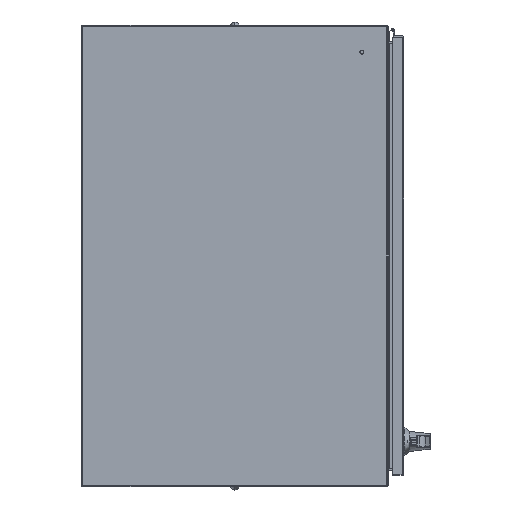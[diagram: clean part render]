
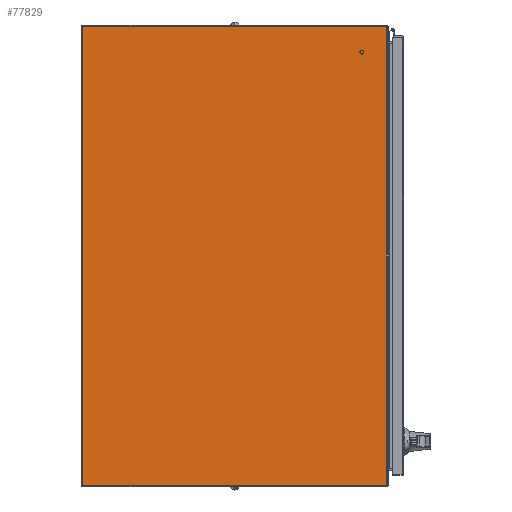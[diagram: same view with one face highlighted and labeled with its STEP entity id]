
A CAD part, front view. The second image highlights one B-rep face of the part: STEP entity #77829.
In plain terms, the highlighted face is planar.
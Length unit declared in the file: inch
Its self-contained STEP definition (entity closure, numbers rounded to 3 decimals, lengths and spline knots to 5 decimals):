
#62 = VECTOR ( 'NONE', #12557, 39.37008 ) ;
#3571 = AXIS2_PLACEMENT_3D ( 'NONE', #13809, #52042, #30016 ) ;
#3855 = FACE_OUTER_BOUND ( 'NONE', #39998, .T. ) ;
#5300 = DIRECTION ( 'NONE',  ( 0., -1., 0. ) ) ;
#11299 = EDGE_CURVE ( 'NONE', #92357, #81463, #20263, .T. ) ;
#12557 = DIRECTION ( 'NONE',  ( 1., 0., 0. ) ) ;
#13809 = CARTESIAN_POINT ( 'NONE',  ( -17.935, -12., 0. ) ) ;
#19804 = VERTEX_POINT ( 'NONE', #75731 ) ;
#20263 = LINE ( 'NONE', #26838, #62 ) ;
#20271 = DIRECTION ( 'NONE',  ( -1., 0., 0. ) ) ;
#20463 = LINE ( 'NONE', #71950, #78149 ) ;
#22634 = EDGE_CURVE ( 'NONE', #19804, #68599, #93763, .T. ) ;
#26838 = CARTESIAN_POINT ( 'NONE',  ( -17.935, -11.857, 0. ) ) ;
#28924 = EDGE_CURVE ( 'NONE', #81463, #19804, #20463, .T. ) ;
#30016 = DIRECTION ( 'NONE',  ( 1., 0., 0. ) ) ;
#33693 = VECTOR ( 'NONE', #20271, 39.37008 ) ;
#36440 = CARTESIAN_POINT ( 'NONE',  ( -17.935, 12., 0. ) ) ;
#37118 = ORIENTED_EDGE ( 'NONE', *, *, #22634, .F. ) ;
#39998 = EDGE_LOOP ( 'NONE', ( #86627, #68533, #37118, #51578 ) ) ;
#51578 = ORIENTED_EDGE ( 'NONE', *, *, #28924, .F. ) ;
#52042 = DIRECTION ( 'NONE',  ( 0., 0., 1. ) ) ;
#53344 = CARTESIAN_POINT ( 'NONE',  ( 17.935, -11.857, 0. ) ) ;
#68533 = ORIENTED_EDGE ( 'NONE', *, *, #87480, .F. ) ;
#68599 = VERTEX_POINT ( 'NONE', #73496 ) ;
#71330 = DIRECTION ( 'NONE',  ( 0., 1., 0. ) ) ;
#71950 = CARTESIAN_POINT ( 'NONE',  ( 17.935, -12., 0. ) ) ;
#73496 = CARTESIAN_POINT ( 'NONE',  ( -17.935, 12., 0. ) ) ;
#75128 = PLANE ( 'NONE',  #3571 ) ;
#75731 = CARTESIAN_POINT ( 'NONE',  ( 17.935, 12., 0. ) ) ;
#77829 = ADVANCED_FACE ( 'NONE', ( #3855 ), #75128, .F. ) ;
#78149 = VECTOR ( 'NONE', #71330, 39.37008 ) ;
#81463 = VERTEX_POINT ( 'NONE', #53344 ) ;
#86627 = ORIENTED_EDGE ( 'NONE', *, *, #11299, .F. ) ;
#87480 = EDGE_CURVE ( 'NONE', #68599, #92357, #96149, .T. ) ;
#87504 = CARTESIAN_POINT ( 'NONE',  ( -17.935, -11.857, 0. ) ) ;
#91397 = VECTOR ( 'NONE', #5300, 39.37008 ) ;
#92357 = VERTEX_POINT ( 'NONE', #87504 ) ;
#93763 = LINE ( 'NONE', #36440, #33693 ) ;
#96149 = LINE ( 'NONE', #96619, #91397 ) ;
#96619 = CARTESIAN_POINT ( 'NONE',  ( -17.935, -12., 0. ) ) ;
